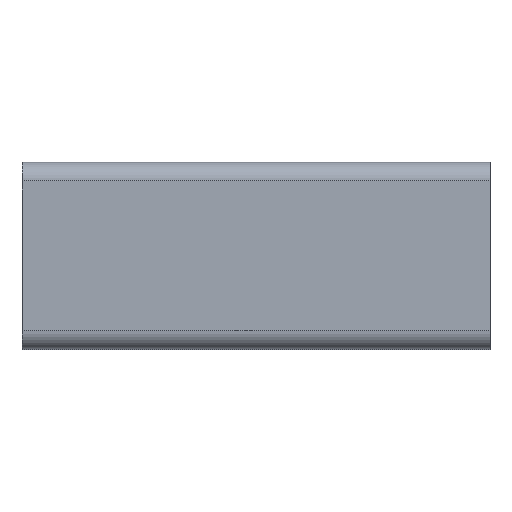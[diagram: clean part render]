
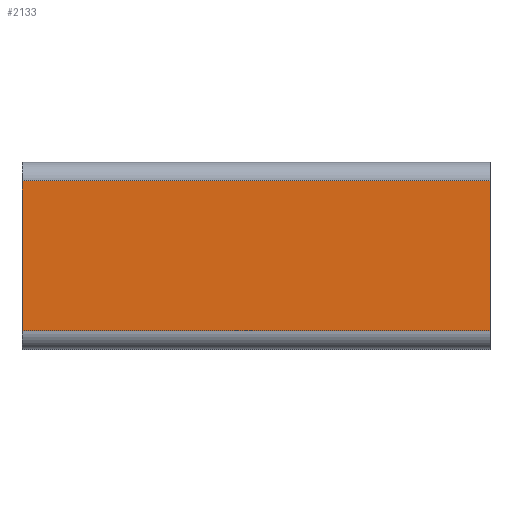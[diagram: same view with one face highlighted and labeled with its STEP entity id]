
A CAD part, top view. The second image highlights one B-rep face of the part: STEP entity #2133.
In plain terms, the highlighted planar face has unit normal (0, 0, 1).
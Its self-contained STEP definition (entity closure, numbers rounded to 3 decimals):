
#53 = DIRECTION ( 'NONE',  ( 0., -1., 0. ) ) ;
#162 = CARTESIAN_POINT ( 'NONE',  ( 59.184, 38.898, 20. ) ) ;
#190 = CARTESIAN_POINT ( 'NONE',  ( 59.184, 70.898, 20. ) ) ;
#224 = AXIS2_PLACEMENT_3D ( 'NONE', #162, #988, #3125 ) ;
#452 = CARTESIAN_POINT ( 'NONE',  ( 59.184, 38.898, 20. ) ) ;
#647 = DIRECTION ( 'NONE',  ( -1., 0., 0. ) ) ;
#723 = LINE ( 'NONE', #452, #1993 ) ;
#778 = CARTESIAN_POINT ( 'NONE',  ( 59.184, 38.898, 20. ) ) ;
#949 = DIRECTION ( 'NONE',  ( 0., -1., 0. ) ) ;
#988 = DIRECTION ( 'NONE',  ( 0., 0., -1. ) ) ;
#1138 = VERTEX_POINT ( 'NONE', #4794 ) ;
#1239 = LINE ( 'NONE', #2223, #4060 ) ;
#1333 = CARTESIAN_POINT ( 'NONE',  ( -40.816, 70.898, 20. ) ) ;
#1814 = EDGE_CURVE ( 'NONE', #3031, #4225, #4362, .T. ) ;
#1901 = CARTESIAN_POINT ( 'NONE',  ( -40.816, 38.898, 20. ) ) ;
#1993 = VECTOR ( 'NONE', #4574, 1000. ) ;
#2133 = ADVANCED_FACE ( 'NONE', ( #3780 ), #2688, .F. ) ;
#2223 = CARTESIAN_POINT ( 'NONE',  ( 59.184, 38.898, 20. ) ) ;
#2431 = ORIENTED_EDGE ( 'NONE', *, *, #3586, .T. ) ;
#2491 = EDGE_LOOP ( 'NONE', ( #3674, #2734, #4817, #2431 ) ) ;
#2688 = PLANE ( 'NONE',  #224 ) ;
#2734 = ORIENTED_EDGE ( 'NONE', *, *, #3334, .F. ) ;
#2959 = VECTOR ( 'NONE', #53, 1000. ) ;
#3031 = VERTEX_POINT ( 'NONE', #1333 ) ;
#3125 = DIRECTION ( 'NONE',  ( -1., 0., 0. ) ) ;
#3334 = EDGE_CURVE ( 'NONE', #4928, #4225, #723, .T. ) ;
#3542 = LINE ( 'NONE', #190, #4502 ) ;
#3586 = EDGE_CURVE ( 'NONE', #1138, #3031, #3542, .T. ) ;
#3653 = CARTESIAN_POINT ( 'NONE',  ( -40.816, 38.898, 20. ) ) ;
#3674 = ORIENTED_EDGE ( 'NONE', *, *, #1814, .T. ) ;
#3780 = FACE_OUTER_BOUND ( 'NONE', #2491, .T. ) ;
#4030 = EDGE_CURVE ( 'NONE', #1138, #4928, #1239, .T. ) ;
#4060 = VECTOR ( 'NONE', #949, 1000. ) ;
#4225 = VERTEX_POINT ( 'NONE', #1901 ) ;
#4362 = LINE ( 'NONE', #3653, #2959 ) ;
#4502 = VECTOR ( 'NONE', #647, 1000. ) ;
#4574 = DIRECTION ( 'NONE',  ( -1., 0., 0. ) ) ;
#4794 = CARTESIAN_POINT ( 'NONE',  ( 59.184, 70.898, 20. ) ) ;
#4817 = ORIENTED_EDGE ( 'NONE', *, *, #4030, .F. ) ;
#4928 = VERTEX_POINT ( 'NONE', #778 ) ;
